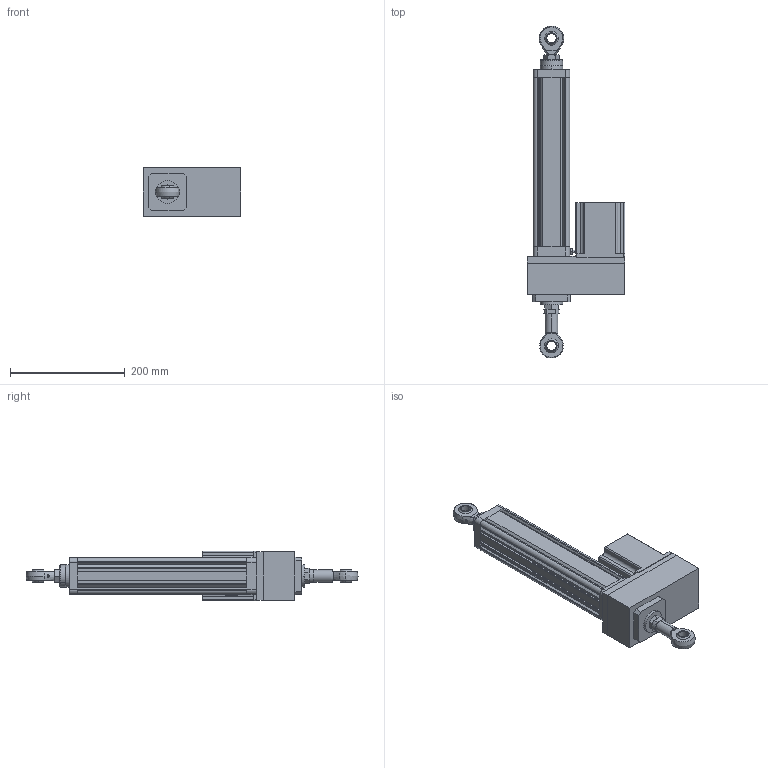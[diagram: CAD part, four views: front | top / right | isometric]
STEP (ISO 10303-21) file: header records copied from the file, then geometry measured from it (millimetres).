
FILE_DESCRIPTION (( 'STEP AP203' ), '1' );
FILE_NAME ('RLA-050-0600-TG v2.step', '2023-03-06T16:50:58', ( '' ), ( '' ), 'SwSTEP 2.0', 'SolidWorks 2017', '' );
FILE_SCHEMA (( 'CONFIG_CONTROL_DESIGN' ));
Length unit declared in the file: millimetre
Products named in the file (1): RLA-050-0600-TG v2
Bounding box: 170.43 x 578.5 x 85.85 mm (x, y, z)
Volume: 2982414.3 mm3; surface area: 218685.5 mm2
Topology: 1 solids, 1 shells, 333 faces, 871 edges, 555 vertices
Faces by surface type: plane 201, cylinder 57, cone 40, bspline 35
Entity records: 14888 total; most frequent: CARTESIAN_POINT 6922, ORIENTED_EDGE 1722, DIRECTION 1504, EDGE_CURVE 861, VERTEX_POINT 555, VECTOR 520, LINE 520, AXIS2_PLACEMENT_3D 492
